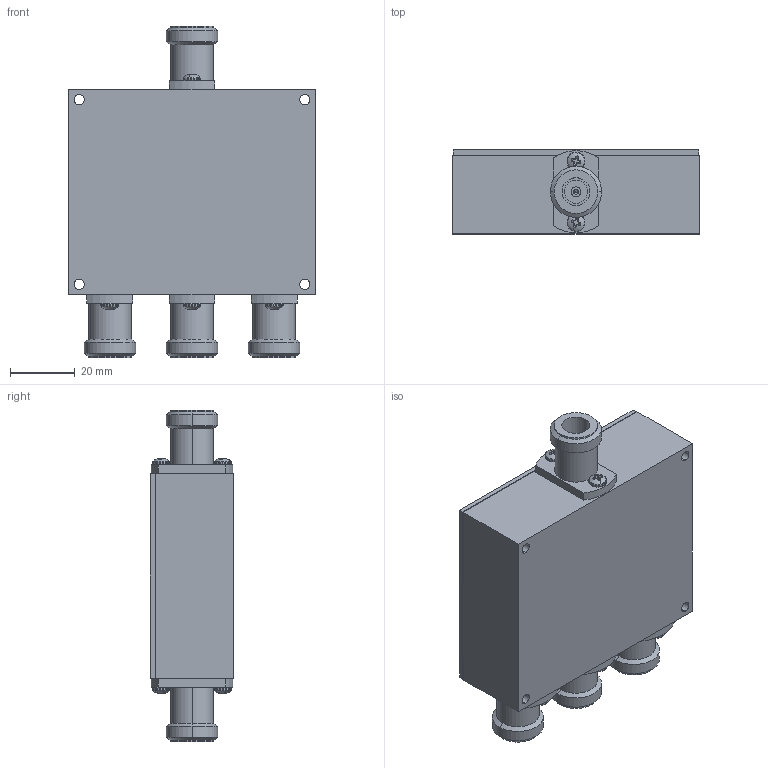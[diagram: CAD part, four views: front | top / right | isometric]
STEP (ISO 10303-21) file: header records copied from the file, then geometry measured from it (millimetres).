
FILE_DESCRIPTION (( 'STEP AP214' ), '1' );
FILE_NAME ('DMS 322-N_A.STEP', '2022-07-28T13:26:03', ( '' ), ( '' ), 'SwSTEP 2.0', 'SolidWorks 2021', '' );
FILE_SCHEMA (( 'AUTOMOTIVE_DESIGN' ));
Length unit declared in the file: inch
Products named in the file (1): DMS 322-N_A
Bounding box: 76.2 x 25.91 x 102.62 mm (x, y, z)
Volume: 135240.9 mm3; surface area: 38311.7 mm2
Topology: 14 solids, 14 shells, 1259 faces, 3408 edges, 2232 vertices
Faces by surface type: cylinder 643, plane 416, cone 104, bspline 48, torus 32, sphere 16
Entity records: 51389 total; most frequent: CARTESIAN_POINT 10628, DIRECTION 6926, ORIENTED_EDGE 6784, EDGE_CURVE 3392, AXIS2_PLACEMENT_3D 2674, VERTEX_POINT 2232, LINE 1578, VECTOR 1578
